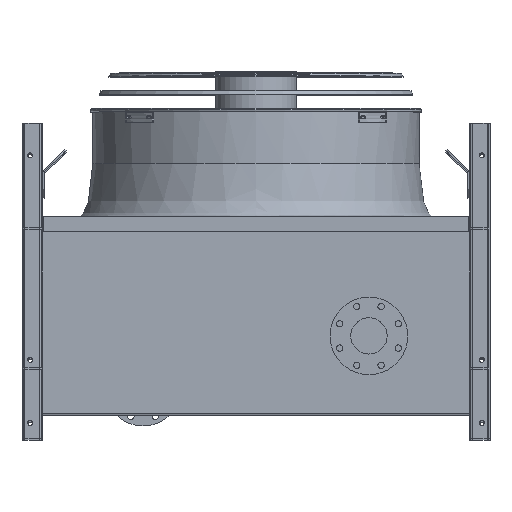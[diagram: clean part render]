
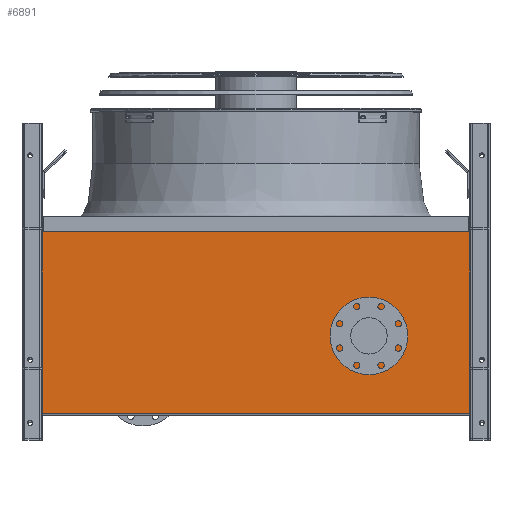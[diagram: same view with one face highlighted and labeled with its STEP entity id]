
A CAD part, top view. The second image highlights one B-rep face of the part: STEP entity #6891.
In plain terms, the highlighted planar face has unit normal (0, 0, 1).
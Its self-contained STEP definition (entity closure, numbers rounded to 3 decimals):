
#130 = CARTESIAN_POINT ( 'NONE',  ( -605., 515., 240. ) ) ;
#1430 = VERTEX_POINT ( 'NONE', #7587 ) ;
#1634 = FACE_OUTER_BOUND ( 'NONE', #2775, .T. ) ;
#1892 = AXIS2_PLACEMENT_3D ( 'NONE', #4215, #4153, #4130 ) ;
#2266 = VECTOR ( 'NONE', #5075, 1000. ) ;
#2408 = ORIENTED_EDGE ( 'NONE', *, *, #3209, .F. ) ;
#2775 = EDGE_LOOP ( 'NONE', ( #4023, #16631, #12100, #17565 ) ) ;
#3158 = EDGE_CURVE ( 'NONE', #6831, #11832, #3185, .T. ) ;
#3161 = EDGE_CURVE ( 'NONE', #15977, #6831, #17278, .T. ) ;
#3184 = EDGE_CURVE ( 'NONE', #11832, #1430, #10214, .T. ) ;
#3185 = LINE ( 'NONE', #11380, #14275 ) ;
#3190 = EDGE_CURVE ( 'NONE', #1430, #15977, #9765, .T. ) ;
#3209 = EDGE_CURVE ( 'NONE', #13832, #13832, #6074, .T. ) ;
#4023 = ORIENTED_EDGE ( 'NONE', *, *, #3161, .T. ) ;
#4130 = DIRECTION ( 'NONE',  ( 1., 0., 0. ) ) ;
#4153 = DIRECTION ( 'NONE',  ( 0., 0., 1. ) ) ;
#4215 = CARTESIAN_POINT ( 'NONE',  ( 320., 220., 240. ) ) ;
#5048 = EDGE_LOOP ( 'NONE', ( #2408 ) ) ;
#5072 = CARTESIAN_POINT ( 'NONE',  ( 605., 515., 240. ) ) ;
#5075 = DIRECTION ( 'NONE',  ( -1., 0., 0. ) ) ;
#5188 = CARTESIAN_POINT ( 'NONE',  ( 605., 0., 240. ) ) ;
#5254 = DIRECTION ( 'NONE',  ( 0., -1., 0. ) ) ;
#5272 = DIRECTION ( 'NONE',  ( 0., 1., 0. ) ) ;
#5320 = DIRECTION ( 'NONE',  ( 1., 0., 0. ) ) ;
#6074 = CIRCLE ( 'NONE', #1892, 54. ) ;
#6831 = VERTEX_POINT ( 'NONE', #13545 ) ;
#6891 = ADVANCED_FACE ( 'NONE', ( #1634, #15544 ), #11745, .T. ) ;
#7587 = CARTESIAN_POINT ( 'NONE',  ( 605., 515., 240. ) ) ;
#7639 = CARTESIAN_POINT ( 'NONE',  ( 605., 0., 240. ) ) ;
#7843 = VECTOR ( 'NONE', #5254, 1000. ) ;
#9765 = LINE ( 'NONE', #5072, #2266 ) ;
#10214 = LINE ( 'NONE', #5188, #16910 ) ;
#11223 = CARTESIAN_POINT ( 'NONE',  ( -605., 515., 240. ) ) ;
#11380 = CARTESIAN_POINT ( 'NONE',  ( -605., 0., 240. ) ) ;
#11402 = DIRECTION ( 'NONE',  ( 1., 0., 0. ) ) ;
#11418 = DIRECTION ( 'NONE',  ( 0., 0., 1. ) ) ;
#11745 = PLANE ( 'NONE',  #16626 ) ;
#11832 = VERTEX_POINT ( 'NONE', #7639 ) ;
#12066 = CARTESIAN_POINT ( 'NONE',  ( 0., 0., 240. ) ) ;
#12100 = ORIENTED_EDGE ( 'NONE', *, *, #3184, .T. ) ;
#13296 = CARTESIAN_POINT ( 'NONE',  ( 374., 220., 240. ) ) ;
#13545 = CARTESIAN_POINT ( 'NONE',  ( -605., 0., 240. ) ) ;
#13832 = VERTEX_POINT ( 'NONE', #13296 ) ;
#14275 = VECTOR ( 'NONE', #5320, 1000. ) ;
#15544 = FACE_BOUND ( 'NONE', #5048, .T. ) ;
#15977 = VERTEX_POINT ( 'NONE', #130 ) ;
#16626 = AXIS2_PLACEMENT_3D ( 'NONE', #12066, #11418, #11402 ) ;
#16631 = ORIENTED_EDGE ( 'NONE', *, *, #3158, .T. ) ;
#16910 = VECTOR ( 'NONE', #5272, 1000. ) ;
#17278 = LINE ( 'NONE', #11223, #7843 ) ;
#17565 = ORIENTED_EDGE ( 'NONE', *, *, #3190, .T. ) ;
